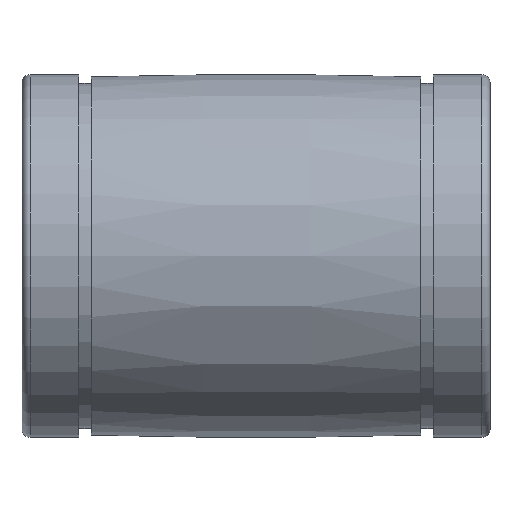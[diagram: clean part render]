
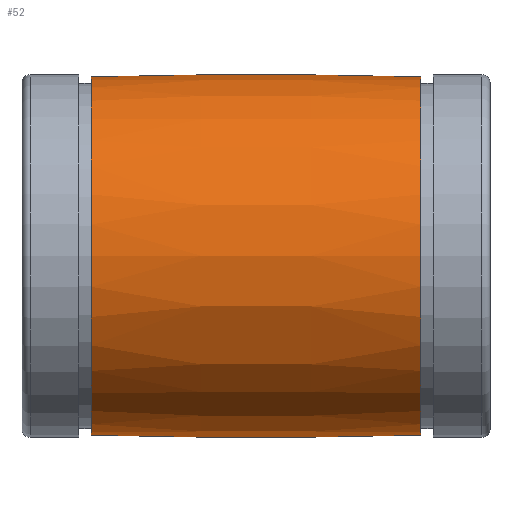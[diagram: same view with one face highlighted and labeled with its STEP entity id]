
A CAD part, top view. The second image highlights one B-rep face of the part: STEP entity #52.
In plain terms, the highlighted free-form (B-spline) face has degree [3, 3] with [4, 7] control points.
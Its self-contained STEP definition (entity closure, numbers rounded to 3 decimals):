
#52 = ADVANCED_FACE( '', ( #113, #114 ), #115, .T. );
#113 = FACE_OUTER_BOUND( '', #184, .T. );
#114 = FACE_OUTER_BOUND( '', #185, .T. );
#115 = ( BOUNDED_SURFACE(  )B_SPLINE_SURFACE( 3, 3, ( ( #188, #189, #190, #191, #192, #193, #194 ), ( #195, #196, #197, #198, #199, #200, #201 ), ( #202, #203, #204, #205, #206, #207, #208 ), ( #209, #210, #211, #212, #213, #214, #215 ) ), .UNSPECIFIED., .F., .T., .F. )B_SPLINE_SURFACE_WITH_KNOTS( ( 4, 4 ), ( 4, 3, 4 ), ( 0., 6.283 ), ( -0.027, 0., 0.027 ), .UNSPECIFIED. )GEOMETRIC_REPRESENTATION_ITEM(  )RATIONAL_B_SPLINE_SURFACE( ( ( 1., 0.333, 0.333, 1., 0.333, 0.333, 1. ), ( 1., 0.333, 0.333, 1., 0.333, 0.333, 1. ), ( 1., 0.333, 0.333, 1., 0.333, 0.333, 1. ), ( 1., 0.333, 0.333, 1., 0.333, 0.333, 1. ) ) )REPRESENTATION_ITEM( '' )SURFACE(  ) );
#184 = EDGE_LOOP( '', ( #295 ) );
#185 = EDGE_LOOP( '', ( #296 ) );
#188 = CARTESIAN_POINT( '', ( 68.15, 0., -30.625 ) );
#189 = CARTESIAN_POINT( '', ( 68.15, 61.25, -30.625 ) );
#190 = CARTESIAN_POINT( '', ( 68.15, 61.25, 30.625 ) );
#191 = CARTESIAN_POINT( '', ( 68.15, 0., 30.625 ) );
#192 = CARTESIAN_POINT( '', ( 68.15, -61.25, 30.625 ) );
#193 = CARTESIAN_POINT( '', ( 68.15, -61.25, -30.625 ) );
#194 = CARTESIAN_POINT( '', ( 68.15, 0., -30.625 ) );
#195 = CARTESIAN_POINT( '', ( 49.386, 0., -31.125 ) );
#196 = CARTESIAN_POINT( '', ( 49.386, 62.25, -31.125 ) );
#197 = CARTESIAN_POINT( '', ( 49.386, 62.25, 31.125 ) );
#198 = CARTESIAN_POINT( '', ( 49.386, 0., 31.125 ) );
#199 = CARTESIAN_POINT( '', ( 49.386, -62.25, 31.125 ) );
#200 = CARTESIAN_POINT( '', ( 49.386, -62.25, -31.125 ) );
#201 = CARTESIAN_POINT( '', ( 49.386, 0., -31.125 ) );
#202 = CARTESIAN_POINT( '', ( 30.614, 0., -31.125 ) );
#203 = CARTESIAN_POINT( '', ( 30.614, 62.25, -31.125 ) );
#204 = CARTESIAN_POINT( '', ( 30.614, 62.25, 31.125 ) );
#205 = CARTESIAN_POINT( '', ( 30.614, 0., 31.125 ) );
#206 = CARTESIAN_POINT( '', ( 30.614, -62.25, 31.125 ) );
#207 = CARTESIAN_POINT( '', ( 30.614, -62.25, -31.125 ) );
#208 = CARTESIAN_POINT( '', ( 30.614, 0., -31.125 ) );
#209 = CARTESIAN_POINT( '', ( 11.85, 0., -30.625 ) );
#210 = CARTESIAN_POINT( '', ( 11.85, 61.25, -30.625 ) );
#211 = CARTESIAN_POINT( '', ( 11.85, 61.25, 30.625 ) );
#212 = CARTESIAN_POINT( '', ( 11.85, 0., 30.625 ) );
#213 = CARTESIAN_POINT( '', ( 11.85, -61.25, 30.625 ) );
#214 = CARTESIAN_POINT( '', ( 11.85, -61.25, -30.625 ) );
#215 = CARTESIAN_POINT( '', ( 11.85, 0., -30.625 ) );
#295 = ORIENTED_EDGE( '', *, *, #368, .T. );
#296 = ORIENTED_EDGE( '', *, *, #355, .F. );
#355 = EDGE_CURVE( '', #389, #389, #390, .T. );
#368 = EDGE_CURVE( '', #410, #410, #411, .T. );
#389 = VERTEX_POINT( '', #437 );
#390 = CIRCLE( '', #438, 30.625 );
#410 = VERTEX_POINT( '', #458 );
#411 = CIRCLE( '', #459, 30.625 );
#437 = CARTESIAN_POINT( '', ( 68.15, 0., -30.625 ) );
#438 = AXIS2_PLACEMENT_3D( '', #485, #486, #487 );
#458 = CARTESIAN_POINT( '', ( 11.85, 0., -30.625 ) );
#459 = AXIS2_PLACEMENT_3D( '', #509, #510, #511 );
#485 = CARTESIAN_POINT( '', ( 68.15, 0., 0. ) );
#486 = DIRECTION( '', ( 1., 0., 0. ) );
#487 = DIRECTION( '', ( 0., 0., -1. ) );
#509 = CARTESIAN_POINT( '', ( 11.85, 0., 0. ) );
#510 = DIRECTION( '', ( 1., 0., 0. ) );
#511 = DIRECTION( '', ( 0., 0., -1. ) );
